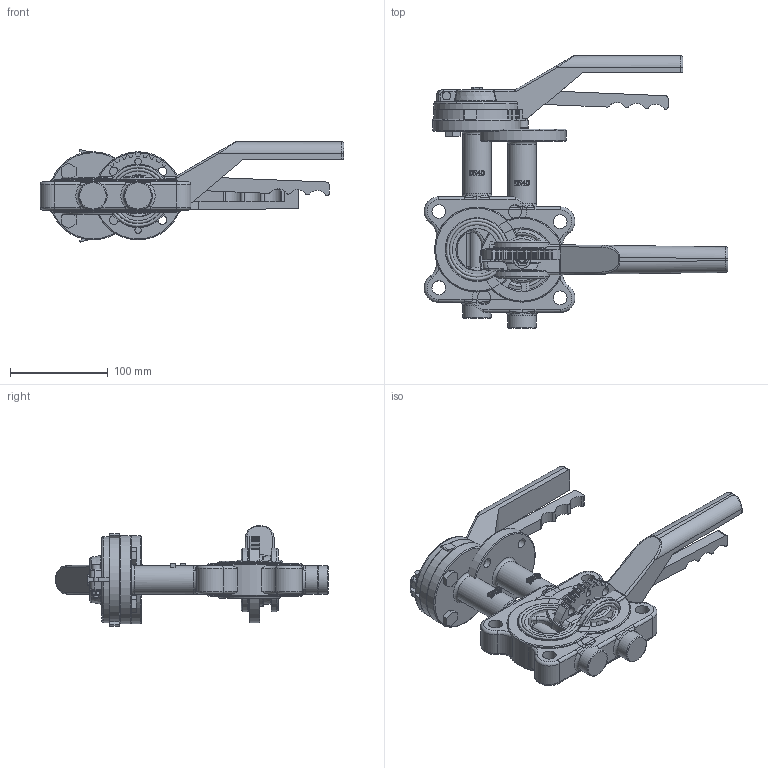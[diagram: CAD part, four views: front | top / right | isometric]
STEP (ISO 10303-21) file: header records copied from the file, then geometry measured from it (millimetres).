
FILE_DESCRIPTION( ( 'Unknown' ), '1' );
FILE_NAME( 'LUG_DN40.stp', 'Unknown', ( 'Unknown' ), ( 'Unknown' ), 'PSStep 13.0', 'Unknown', ' ' );
FILE_SCHEMA( ( 'AUTOMOTIVE_DESIGN { 1 0 10303 214 1 1 1 1 }' ) );
Length unit declared in the file: millimetre
Products named in the file (14): LUG-DN40; Assem1; Handhebel 040-150; DIN912M5x30; DIN934_M5; ISO-Flansch; bushing1; bushing3; shaft1; disc; seat; DN40概极; M8x20
Bounding box: 309.92 x 278.27 x 102.15 mm (x, y, z)
Surface area: 491361.4 mm2 (no closed solid volume)
Topology: 0 solids, 2059 shells, 2059 faces, 10489 edges, 10191 vertices
Faces by surface type: plane 948, cylinder 527, torus 183, extrusion 177, bspline 162, cone 62
Full cylindrical faces by diameter (mm): 4.134 x3, 4.917 x12, 5 x3, 6 x6, 6.647 x12, 7 x12, 8 x5, 8.5 x12, 9 x12, 9.6 x9, 10 x15, 12.6 x9, 12.7 x3, 12.83 x3, 14 x12, 14.5 x3, 17.45 x6, 17.53 x3, 21.5 x6, 23 x3, 29 x6, 50.2 x12, 56 x3, 65 x12, 86.5 x3, 90 x3
Entity records: 53058 total; most frequent: CARTESIAN_POINT 22840, DIRECTION 4865, ORIENTED_EDGE 3330, EDGE_CURVE 3330, VERTEX_POINT 3330, VECTOR 1735, LINE 1676, AXIS2_PLACEMENT_3D 1565
